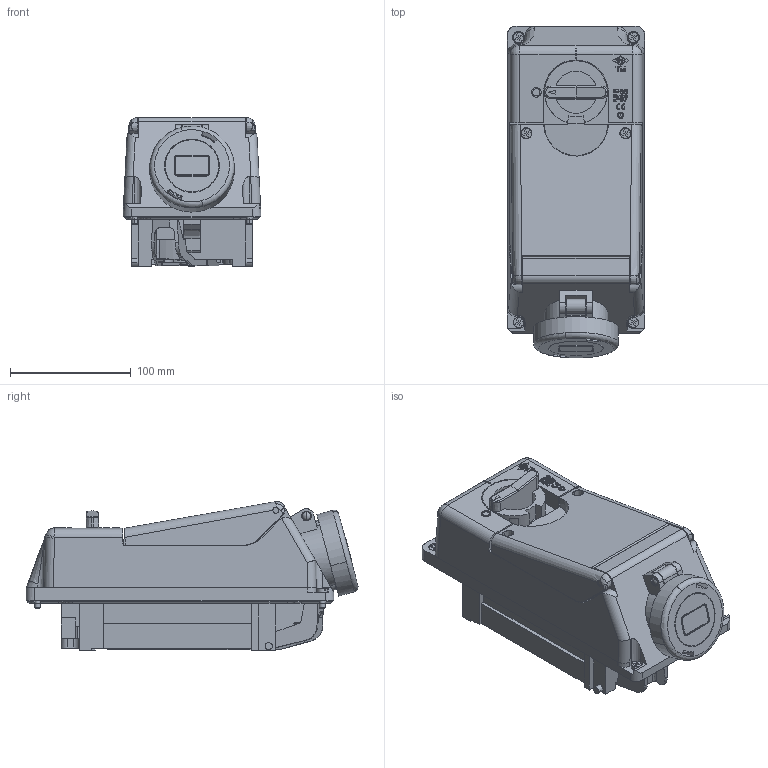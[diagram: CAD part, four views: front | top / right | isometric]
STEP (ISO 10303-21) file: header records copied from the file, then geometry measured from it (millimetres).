
FILE_DESCRIPTION(('Creo Elements/Direct Modeling STEP Export'),'2;1');
FILE_NAME('0ln7uvk5ap7pia7124','2021-05-18T15:38:18',(''),(''),'Creo Elements/Direct Modeling STEP processor for AP214 (Solid Model)','Creo Elements/Direct Modeling 20.1B 02-Apr-2019 (C) Parametric Technology GmbH','');
FILE_SCHEMA(('AUTOMOTIVE_DESIGN { 1 0 10303 214 1 1 1 1 }'));
Products named in the file (2): TM_1663SIS
Assembly tree (1 placements, depth 2):
  TM_1663SIS
    TM_1663SIS
Bounding box: 114 x 275 x 123.3 mm (x, y, z)
Volume: 2376431.4 mm3; surface area: 168601.1 mm2
Topology: 1 solids, 1 shells, 1274 faces, 3543 edges, 2338 vertices
Faces by surface type: plane 883, cylinder 295, torus 31, cone 30, bspline 30, sphere 4, extrusion 1
Entity records: 58267 total; most frequent: CARTESIAN_POINT 16200, ORIENTED_EDGE 7078, DIRECTION 6065, EDGE_CURVE 3539, VECTOR 2559, LINE 2558, VERTEX_POINT 2338, AXIS2_PLACEMENT_3D 1753
